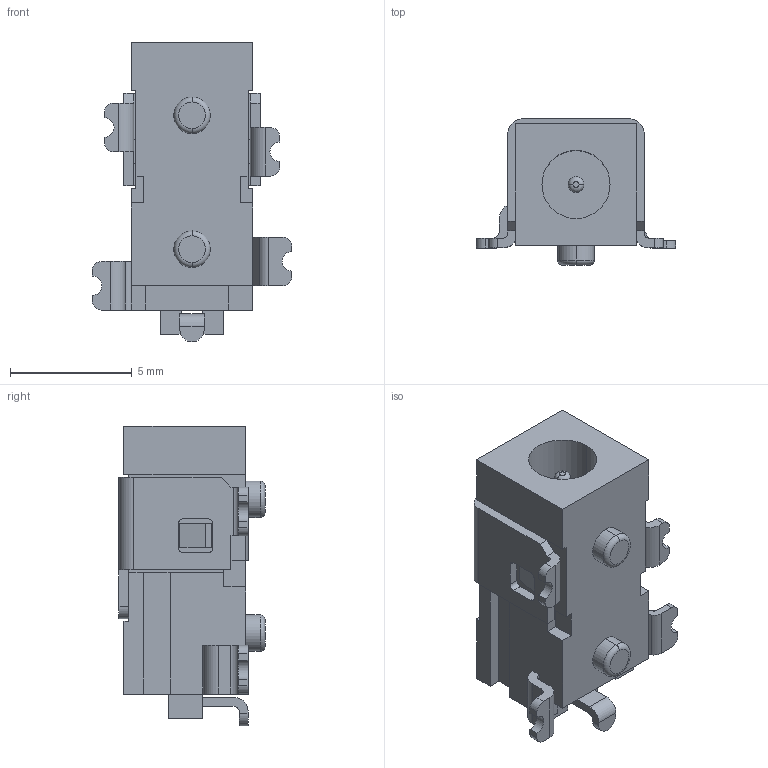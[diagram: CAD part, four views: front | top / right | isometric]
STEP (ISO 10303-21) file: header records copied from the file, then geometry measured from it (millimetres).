
FILE_DESCRIPTION (( 'STEP AP214' ), '1' );
FILE_NAME ('CUI_PJ-032H-SMT-TR.step', '2019-02-26T07:39:35', ( '' ), ( '' ), 'SwSTEP 2.0', 'SolidWorks 2018', '' );
FILE_SCHEMA (( 'AUTOMOTIVE_DESIGN' ));
Length unit declared in the file: millimetre
Products named in the file (1): CUI_PJ-032H-SMT-TR
Bounding box: 8.2 x 6 x 12.3 mm (x, y, z)
Volume: 243.8 mm3; surface area: 614.4 mm2
Topology: 5 solids, 5 shells, 205 faces, 555 edges, 366 vertices
Faces by surface type: plane 151, cylinder 48, torus 6
Entity records: 8404 total; most frequent: CARTESIAN_POINT 1127, ORIENTED_EDGE 1110, DIRECTION 1075, EDGE_CURVE 555, LINE 447, VECTOR 447, VERTEX_POINT 366, AXIS2_PLACEMENT_3D 314
